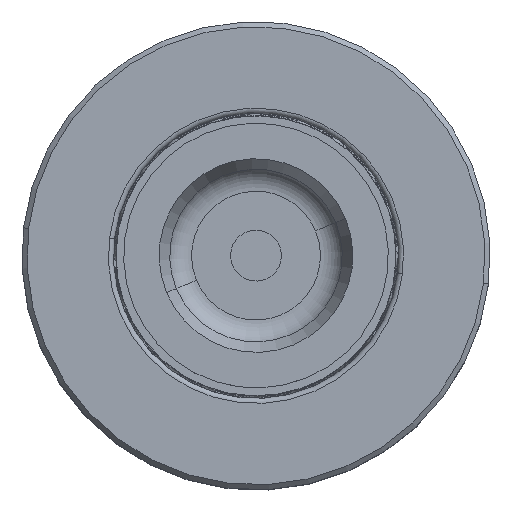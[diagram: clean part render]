
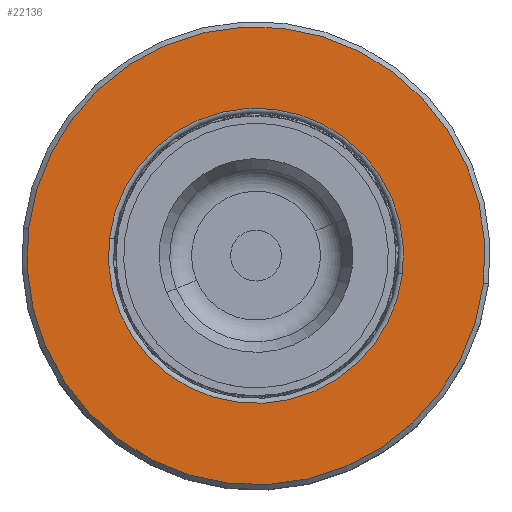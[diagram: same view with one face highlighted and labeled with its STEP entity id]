
A CAD part, top view. The second image highlights one B-rep face of the part: STEP entity #22136.
In plain terms, the highlighted face is planar.
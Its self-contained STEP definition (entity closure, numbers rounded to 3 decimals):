
#1823 = EDGE_CURVE ( 'NONE', #32500, #18115, #28846, .T. ) ;
#2795 = FACE_BOUND ( 'NONE', #17379, .T. ) ;
#3337 = CARTESIAN_POINT ( 'NONE',  ( 0., 10.687, 0. ) ) ;
#4051 = ORIENTED_EDGE ( 'NONE', *, *, #14536, .T. ) ;
#5412 = CARTESIAN_POINT ( 'NONE',  ( 0., 10.687, -14.5 ) ) ;
#7636 = CARTESIAN_POINT ( 'NONE',  ( 0., 10.687, 14.5 ) ) ;
#11023 = CIRCLE ( 'NONE', #19957, 14.5 ) ;
#12435 = PLANE ( 'NONE',  #32507 ) ;
#12876 = ORIENTED_EDGE ( 'NONE', *, *, #31770, .F. ) ;
#13809 = ORIENTED_EDGE ( 'NONE', *, *, #18369, .F. ) ;
#14536 = EDGE_CURVE ( 'NONE', #18115, #32500, #11023, .T. ) ;
#17379 = EDGE_LOOP ( 'NONE', ( #4051, #37071 ) ) ;
#17691 = DIRECTION ( 'NONE',  ( 0., 0., -1. ) ) ;
#17832 = DIRECTION ( 'NONE',  ( 0., -1., 0. ) ) ;
#18115 = VERTEX_POINT ( 'NONE', #5412 ) ;
#18369 = EDGE_CURVE ( 'NONE', #36625, #31026, #21815, .T. ) ;
#19957 = AXIS2_PLACEMENT_3D ( 'NONE', #36906, #20758, #17691 ) ;
#20758 = DIRECTION ( 'NONE',  ( 0., -1., 0. ) ) ;
#21014 = DIRECTION ( 'NONE',  ( 0., -1., 0. ) ) ;
#21815 = CIRCLE ( 'NONE', #33223, 22.5 ) ;
#22136 = ADVANCED_FACE ( 'NONE', ( #2795, #40493 ), #12435, .T. ) ;
#24224 = CARTESIAN_POINT ( 'NONE',  ( 0., 10.687, 0. ) ) ;
#24997 = CIRCLE ( 'NONE', #28678, 22.5 ) ;
#25216 = CARTESIAN_POINT ( 'NONE',  ( 0., 10.687, -22.5 ) ) ;
#27377 = DIRECTION ( 'NONE',  ( 0., 0., -1. ) ) ;
#28678 = AXIS2_PLACEMENT_3D ( 'NONE', #3337, #31503, #34654 ) ;
#28846 = CIRCLE ( 'NONE', #29592, 14.5 ) ;
#29592 = AXIS2_PLACEMENT_3D ( 'NONE', #30275, #21014, #27377 ) ;
#30275 = CARTESIAN_POINT ( 'NONE',  ( 0., 10.687, 0. ) ) ;
#30913 = EDGE_LOOP ( 'NONE', ( #12876, #13809 ) ) ;
#31026 = VERTEX_POINT ( 'NONE', #25216 ) ;
#31266 = CARTESIAN_POINT ( 'NONE',  ( 0., 10.687, 22.5 ) ) ;
#31503 = DIRECTION ( 'NONE',  ( 0., -1., 0. ) ) ;
#31532 = CARTESIAN_POINT ( 'NONE',  ( 22.5, 10.687, 0. ) ) ;
#31770 = EDGE_CURVE ( 'NONE', #31026, #36625, #24997, .T. ) ;
#32500 = VERTEX_POINT ( 'NONE', #7636 ) ;
#32507 = AXIS2_PLACEMENT_3D ( 'NONE', #31532, #34550, #37729 ) ;
#33223 = AXIS2_PLACEMENT_3D ( 'NONE', #24224, #17832, #37053 ) ;
#34550 = DIRECTION ( 'NONE',  ( 0., 1., 0. ) ) ;
#34654 = DIRECTION ( 'NONE',  ( 0., 0., -1. ) ) ;
#36625 = VERTEX_POINT ( 'NONE', #31266 ) ;
#36906 = CARTESIAN_POINT ( 'NONE',  ( 0., 10.687, 0. ) ) ;
#37053 = DIRECTION ( 'NONE',  ( 0., 0., -1. ) ) ;
#37071 = ORIENTED_EDGE ( 'NONE', *, *, #1823, .T. ) ;
#37729 = DIRECTION ( 'NONE',  ( 0., 0., 1. ) ) ;
#40493 = FACE_OUTER_BOUND ( 'NONE', #30913, .T. ) ;
